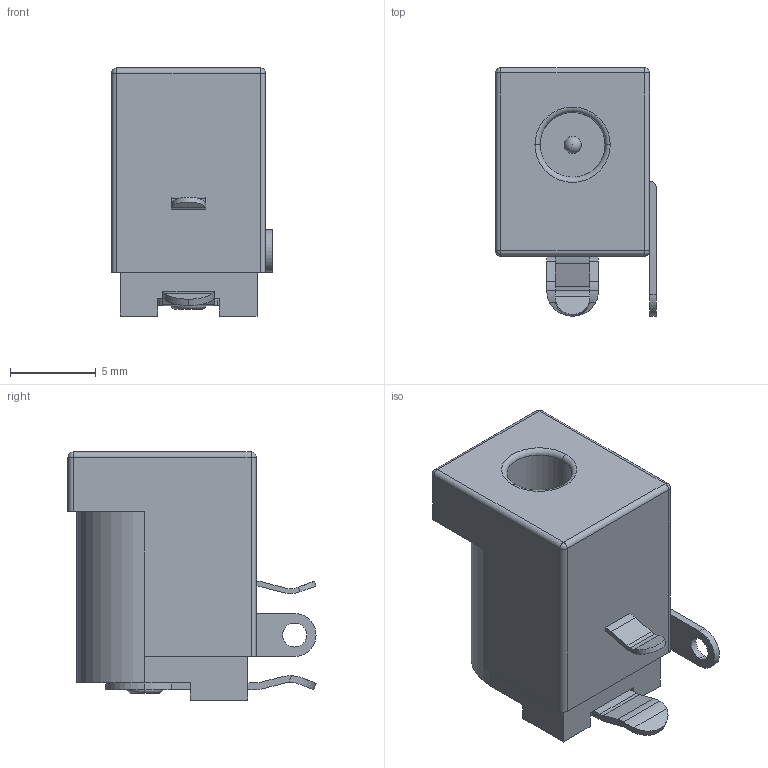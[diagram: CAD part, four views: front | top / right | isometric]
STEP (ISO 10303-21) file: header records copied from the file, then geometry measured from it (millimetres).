
FILE_DESCRIPTION (( 'STEP AP214' ), '1' );
FILE_NAME ('CUI_PJ-017C.step', '2019-03-26T20:34:08', ( '' ), ( '' ), 'SwSTEP 2.0', 'SolidWorks 2018', '' );
FILE_SCHEMA (( 'AUTOMOTIVE_DESIGN' ));
Length unit declared in the file: millimetre
Products named in the file (1): CUI_PJ-017C
Bounding box: 9.4 x 14.5 x 14.5 mm (x, y, z)
Volume: 1075.3 mm3; surface area: 1022 mm2
Topology: 4 solids, 4 shells, 93 faces, 234 edges, 147 vertices
Faces by surface type: plane 45, cylinder 37, torus 6, sphere 5
Entity records: 2873 total; most frequent: DIRECTION 498, CARTESIAN_POINT 490, ORIENTED_EDGE 456, EDGE_CURVE 228, AXIS2_PLACEMENT_3D 182, VERTEX_POINT 146, VECTOR 134, LINE 134
